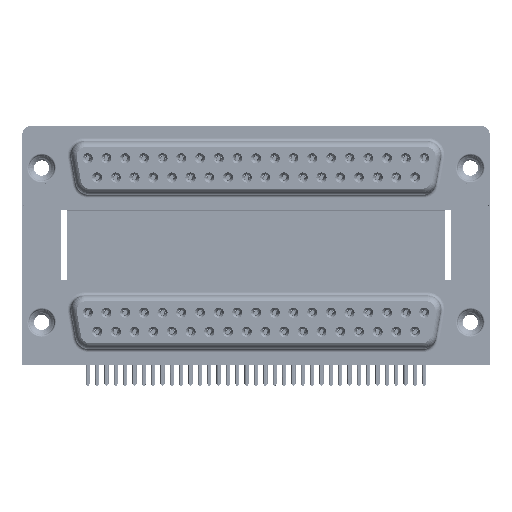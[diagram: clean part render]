
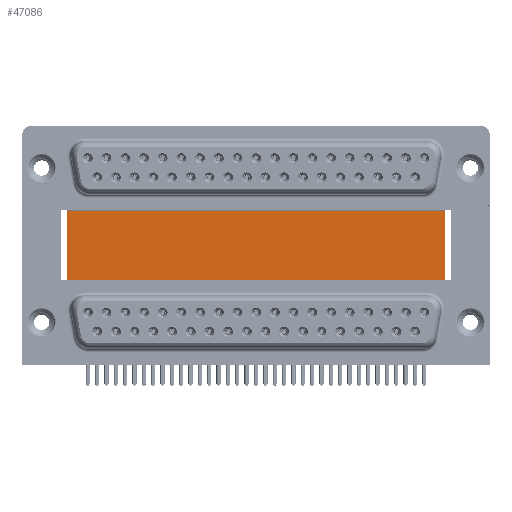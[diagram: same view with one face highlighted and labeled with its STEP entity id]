
A CAD part, top view. The second image highlights one B-rep face of the part: STEP entity #47086.
In plain terms, the highlighted planar face has unit normal (0, 0, 1).
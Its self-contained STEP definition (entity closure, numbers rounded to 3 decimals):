
#16 = VECTOR ( 'NONE', #64713, 1000. ) ;
#3478 = VERTEX_POINT ( 'NONE', #56782 ) ;
#5994 = CARTESIAN_POINT ( 'NONE',  ( 3.79, 16.585, -12. ) ) ;
#6287 = CARTESIAN_POINT ( 'NONE',  ( 3.79, -3.735, -12. ) ) ;
#6508 = ORIENTED_EDGE ( 'NONE', *, *, #9764, .T. ) ;
#6916 = VECTOR ( 'NONE', #9409, 1000. ) ;
#9409 = DIRECTION ( 'NONE',  ( 0., -1., 0. ) ) ;
#9764 = EDGE_CURVE ( 'NONE', #13329, #61769, #27598, .T. ) ;
#11875 = CARTESIAN_POINT ( 'NONE',  ( 3.79, -3.735, -12. ) ) ;
#12774 = LINE ( 'NONE', #5994, #16 ) ;
#13329 = VERTEX_POINT ( 'NONE', #65706 ) ;
#14699 = DIRECTION ( 'NONE',  ( -1., 0., 0. ) ) ;
#15978 = EDGE_CURVE ( 'NONE', #61769, #18864, #53654, .T. ) ;
#18864 = VERTEX_POINT ( 'NONE', #47995 ) ;
#27598 = LINE ( 'NONE', #34014, #73621 ) ;
#31243 = CARTESIAN_POINT ( 'NONE',  ( 3.79, 16.585, -12. ) ) ;
#34014 = CARTESIAN_POINT ( 'NONE',  ( 3.79, 16.585, -12. ) ) ;
#34740 = DIRECTION ( 'NONE',  ( 0., -1., 0. ) ) ;
#37655 = LINE ( 'NONE', #66652, #6916 ) ;
#40500 = DIRECTION ( 'NONE',  ( 1., 0., 0. ) ) ;
#42531 = EDGE_LOOP ( 'NONE', ( #54357, #73933, #50188, #6508 ) ) ;
#44485 = VECTOR ( 'NONE', #40500, 1000. ) ;
#47086 = ADVANCED_FACE ( 'NONE', ( #55731 ), #66273, .F. ) ;
#47995 = CARTESIAN_POINT ( 'NONE',  ( 59.71, -3.735, -12. ) ) ;
#50188 = ORIENTED_EDGE ( 'NONE', *, *, #65386, .F. ) ;
#53654 = LINE ( 'NONE', #11875, #44485 ) ;
#54357 = ORIENTED_EDGE ( 'NONE', *, *, #15978, .T. ) ;
#55731 = FACE_OUTER_BOUND ( 'NONE', #42531, .T. ) ;
#56782 = CARTESIAN_POINT ( 'NONE',  ( 59.71, 16.585, -12. ) ) ;
#56847 = EDGE_CURVE ( 'NONE', #3478, #18864, #37655, .T. ) ;
#61769 = VERTEX_POINT ( 'NONE', #6287 ) ;
#62671 = AXIS2_PLACEMENT_3D ( 'NONE', #31243, #71547, #14699 ) ;
#64713 = DIRECTION ( 'NONE',  ( 1., 0., 0. ) ) ;
#65386 = EDGE_CURVE ( 'NONE', #13329, #3478, #12774, .T. ) ;
#65706 = CARTESIAN_POINT ( 'NONE',  ( 3.79, 16.585, -12. ) ) ;
#66273 = PLANE ( 'NONE',  #62671 ) ;
#66652 = CARTESIAN_POINT ( 'NONE',  ( 59.71, 16.585, -12. ) ) ;
#71547 = DIRECTION ( 'NONE',  ( 0., 0., -1. ) ) ;
#73621 = VECTOR ( 'NONE', #34740, 1000. ) ;
#73933 = ORIENTED_EDGE ( 'NONE', *, *, #56847, .F. ) ;
